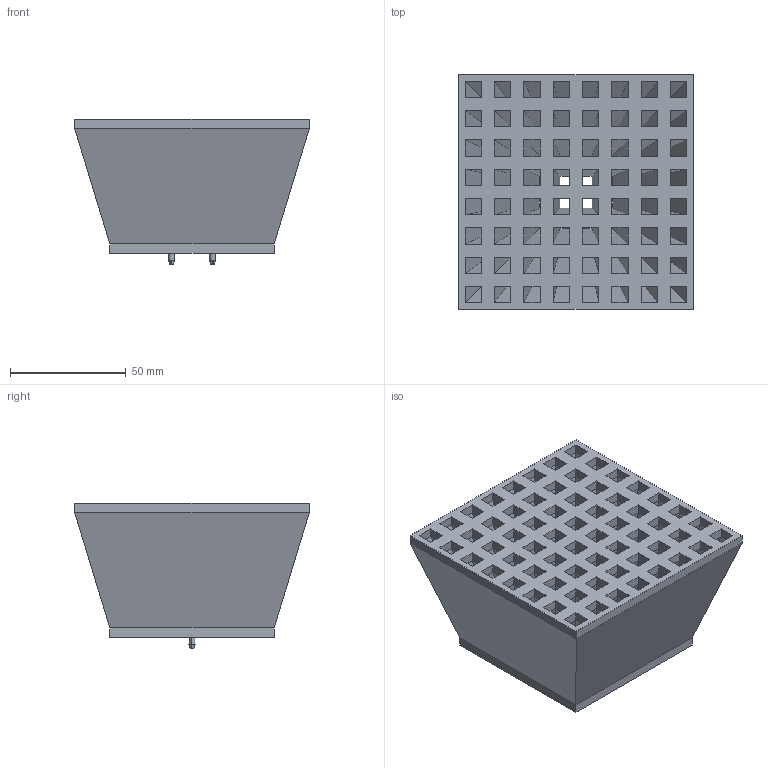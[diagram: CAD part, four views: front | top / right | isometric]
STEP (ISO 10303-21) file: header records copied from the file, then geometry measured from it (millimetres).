
FILE_DESCRIPTION (( 'STEP AP203' ), '1' );
FILE_NAME ('Grid_v1.STEP', '2020-04-14T16:20:20', ( '' ), ( '' ), 'SwSTEP 2.0', 'SolidWorks 2018', '' );
FILE_SCHEMA (( 'CONFIG_CONTROL_DESIGN' ));
Length unit declared in the file: millimetre
Products named in the file (1): Grid_v1
Bounding box: 101.6 x 101.6 x 63 mm (x, y, z)
Volume: 300254.7 mm3; surface area: 122710.3 mm2
Topology: 1 solids, 1 shells, 802 faces, 1868 edges, 1072 vertices
Faces by surface type: plane 794, cone 4, cylinder 4
Entity records: 22017 total; most frequent: CARTESIAN_POINT 3767, ORIENTED_EDGE 3736, DIRECTION 3490, EDGE_CURVE 1868, LINE 1836, VECTOR 1836, VERTEX_POINT 1072, EDGE_LOOP 934
